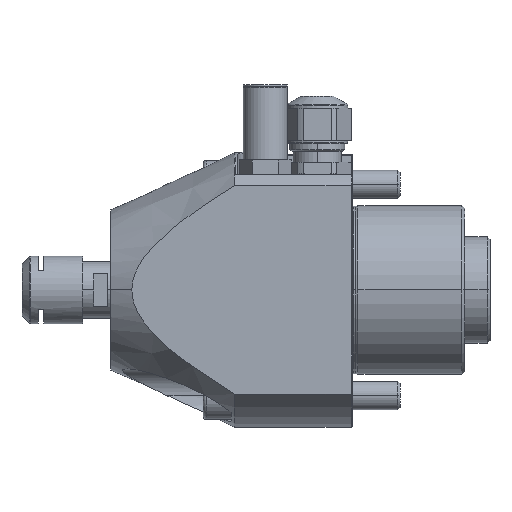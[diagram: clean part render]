
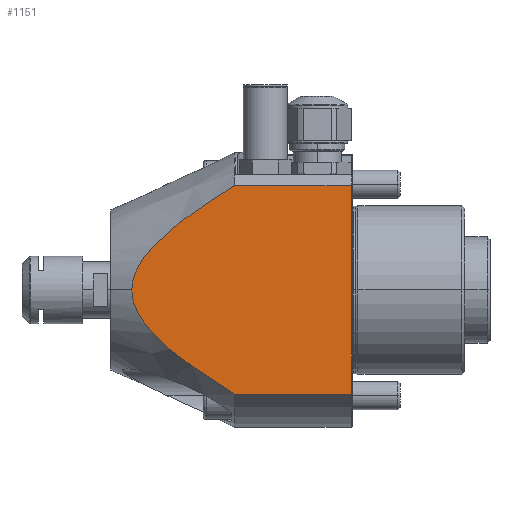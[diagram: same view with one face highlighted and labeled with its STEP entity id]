
A CAD part, top view. The second image highlights one B-rep face of the part: STEP entity #1151.
In plain terms, the highlighted planar face has unit normal (0, 0, 1).
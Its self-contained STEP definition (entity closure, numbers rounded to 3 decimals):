
#615 = VERTEX_POINT ( 'NONE', #3914 ) ;
#619 = EDGE_CURVE ( 'NONE', #615, #692, #4282, .T. ) ;
#692 = VERTEX_POINT ( 'NONE', #4247 ) ;
#945 = EDGE_CURVE ( 'NONE', #692, #1149, #4720, .T. ) ;
#1065 = EDGE_CURVE ( 'NONE', #1135, #1149, #4980, .T. ) ;
#1135 = VERTEX_POINT ( 'NONE', #4940 ) ;
#1149 = VERTEX_POINT ( 'NONE', #5195 ) ;
#1151 = ADVANCED_FACE ( 'NONE', ( #5296 ), #5201, .T. ) ;
#1152 = ORIENTED_EDGE ( 'NONE', *, *, #1204, .T. ) ;
#1153 = ORIENTED_EDGE ( 'NONE', *, *, #1065, .F. ) ;
#1181 = EDGE_CURVE ( 'NONE', #1135, #1196, #5292, .T. ) ;
#1188 = ORIENTED_EDGE ( 'NONE', *, *, #945, .T. ) ;
#1196 = VERTEX_POINT ( 'NONE', #5241 ) ;
#1204 = EDGE_CURVE ( 'NONE', #1196, #615, #5301, .T. ) ;
#1217 = EDGE_LOOP ( 'NONE', ( #1153, #1219, #1152, #1220, #1188 ) ) ;
#1219 = ORIENTED_EDGE ( 'NONE', *, *, #1181, .T. ) ;
#1220 = ORIENTED_EDGE ( 'NONE', *, *, #619, .T. ) ;
#3914 = CARTESIAN_POINT ( 'NONE',  ( -41., 18.554, 16. ) ) ;
#4247 = CARTESIAN_POINT ( 'NONE',  ( -59.228, 0., 16. ) ) ;
#4282 = B_SPLINE_CURVE_WITH_KNOTS ( 'NONE', 3,
 ( #4315, #4314, #4313, #4312, #4311, #4310, #4359, #4358, #4357, #4356, #4355, #4354, #4353, #4352, #4351, #4350, #4349, #4348, #4347, #4346, #4345, #4344, #4343, #4342, #4341, #4340 ),
 .UNSPECIFIED., .F., .F.,
 ( 4, 2, 2, 2, 2, 2, 2, 2, 2, 2, 2, 2, 4 ),
 ( 0.051, 0.057, 0.061, 0.064, 0.067, 0.069, 0.071, 0.072, 0.074, 0.075, 0.076, 0.077, 0.077 ),
 .UNSPECIFIED. ) ;
#4310 = CARTESIAN_POINT ( 'NONE',  ( -50.27, 12.304, 16. ) ) ;
#4311 = CARTESIAN_POINT ( 'NONE',  ( -48.474, 13.634, 16. ) ) ;
#4312 = CARTESIAN_POINT ( 'NONE',  ( -47.559, 14.281, 16. ) ) ;
#4313 = CARTESIAN_POINT ( 'NONE',  ( -44.784, 16.179, 16. ) ) ;
#4314 = CARTESIAN_POINT ( 'NONE',  ( -42.901, 17.383, 16. ) ) ;
#4315 = CARTESIAN_POINT ( 'NONE',  ( -41., 18.554, 16. ) ) ;
#4340 = CARTESIAN_POINT ( 'NONE',  ( -59.228, 0., 16. ) ) ;
#4341 = CARTESIAN_POINT ( 'NONE',  ( -59.228, 0.283, 16. ) ) ;
#4342 = CARTESIAN_POINT ( 'NONE',  ( -59.212, 0.569, 16. ) ) ;
#4343 = CARTESIAN_POINT ( 'NONE',  ( -59.148, 1.132, 16. ) ) ;
#4344 = CARTESIAN_POINT ( 'NONE',  ( -59.1, 1.41, 16. ) ) ;
#4345 = CARTESIAN_POINT ( 'NONE',  ( -58.977, 1.959, 16. ) ) ;
#4346 = CARTESIAN_POINT ( 'NONE',  ( -58.901, 2.231, 16. ) ) ;
#4347 = CARTESIAN_POINT ( 'NONE',  ( -58.723, 2.768, 16. ) ) ;
#4348 = CARTESIAN_POINT ( 'NONE',  ( -58.621, 3.034, 16. ) ) ;
#4349 = CARTESIAN_POINT ( 'NONE',  ( -58.283, 3.815, 16. ) ) ;
#4350 = CARTESIAN_POINT ( 'NONE',  ( -58.018, 4.311, 16. ) ) ;
#4351 = CARTESIAN_POINT ( 'NONE',  ( -57.43, 5.268, 16. ) ) ;
#4352 = CARTESIAN_POINT ( 'NONE',  ( -57.106, 5.728, 16. ) ) ;
#4353 = CARTESIAN_POINT ( 'NONE',  ( -56.416, 6.623, 16. ) ) ;
#4354 = CARTESIAN_POINT ( 'NONE',  ( -56.049, 7.055, 16. ) ) ;
#4355 = CARTESIAN_POINT ( 'NONE',  ( -55.294, 7.887, 16. ) ) ;
#4356 = CARTESIAN_POINT ( 'NONE',  ( -54.904, 8.289, 16. ) ) ;
#4357 = CARTESIAN_POINT ( 'NONE',  ( -53.706, 9.461, 16. ) ) ;
#4358 = CARTESIAN_POINT ( 'NONE',  ( -52.87, 10.198, 16. ) ) ;
#4359 = CARTESIAN_POINT ( 'NONE',  ( -51.152, 11.62, 16. ) ) ;
#4701 = CARTESIAN_POINT ( 'NONE',  ( -55.329, -7.871, 16. ) ) ;
#4702 = CARTESIAN_POINT ( 'NONE',  ( -56.088, -7.049, 16. ) ) ;
#4703 = CARTESIAN_POINT ( 'NONE',  ( -57.118, -5.713, 16. ) ) ;
#4704 = CARTESIAN_POINT ( 'NONE',  ( -57.444, -5.247, 16. ) ) ;
#4705 = CARTESIAN_POINT ( 'NONE',  ( -58.032, -4.286, 16. ) ) ;
#4706 = CARTESIAN_POINT ( 'NONE',  ( -58.296, -3.789, 16. ) ) ;
#4707 = CARTESIAN_POINT ( 'NONE',  ( -58.63, -3.012, 16. ) ) ;
#4708 = CARTESIAN_POINT ( 'NONE',  ( -58.731, -2.746, 16. ) ) ;
#4709 = CARTESIAN_POINT ( 'NONE',  ( -58.908, -2.208, 16. ) ) ;
#4710 = CARTESIAN_POINT ( 'NONE',  ( -58.983, -1.937, 16. ) ) ;
#4711 = CARTESIAN_POINT ( 'NONE',  ( -59.164, -1.119, 16. ) ) ;
#4712 = CARTESIAN_POINT ( 'NONE',  ( -59.228, -0.564, 16. ) ) ;
#4713 = CARTESIAN_POINT ( 'NONE',  ( -59.228, 0., 16. ) ) ;
#4720 = B_SPLINE_CURVE_WITH_KNOTS ( 'NONE', 3,
 ( #4713, #4712, #4711, #4710, #4709, #4708, #4707, #4706, #4705, #4704, #4703, #4702, #4701, #4842, #4841, #4840, #4839, #4838, #4837, #4836, #4835, #4834 ),
 .UNSPECIFIED., .F., .F.,
 ( 4, 2, 2, 2, 2, 2, 2, 2, 2, 2, 4 ),
 ( 0.077, 0.079, 0.08, 0.081, 0.082, 0.084, 0.088, 0.091, 0.094, 0.098, 0.104 ),
 .UNSPECIFIED. ) ;
#4834 = CARTESIAN_POINT ( 'NONE',  ( -41., -18.554, 16. ) ) ;
#4835 = CARTESIAN_POINT ( 'NONE',  ( -42.905, -17.381, 16. ) ) ;
#4836 = CARTESIAN_POINT ( 'NONE',  ( -44.789, -16.176, 16. ) ) ;
#4837 = CARTESIAN_POINT ( 'NONE',  ( -47.558, -14.282, 16. ) ) ;
#4838 = CARTESIAN_POINT ( 'NONE',  ( -48.471, -13.636, 16. ) ) ;
#4839 = CARTESIAN_POINT ( 'NONE',  ( -50.27, -12.304, 16. ) ) ;
#4840 = CARTESIAN_POINT ( 'NONE',  ( -51.156, -11.618, 16. ) ) ;
#4841 = CARTESIAN_POINT ( 'NONE',  ( -52.888, -10.184, 16. ) ) ;
#4842 = CARTESIAN_POINT ( 'NONE',  ( -53.731, -9.438, 16. ) ) ;
#4940 = CARTESIAN_POINT ( 'NONE',  ( -20.2, -18.554, 16. ) ) ;
#4977 = DIRECTION ( 'NONE',  ( -1., 0., 0. ) ) ;
#4978 = VECTOR ( 'NONE', #4977, 1000. ) ;
#4979 = CARTESIAN_POINT ( 'NONE',  ( 0., -18.554, 16. ) ) ;
#4980 = LINE ( 'NONE', #4979, #4978 ) ;
#5195 = CARTESIAN_POINT ( 'NONE',  ( -41., -18.554, 16. ) ) ;
#5197 = DIRECTION ( 'NONE',  ( 0., -1., 0. ) ) ;
#5198 = DIRECTION ( 'NONE',  ( 0., 0., 1. ) ) ;
#5199 = CARTESIAN_POINT ( 'NONE',  ( 0., 18.554, 16. ) ) ;
#5200 = AXIS2_PLACEMENT_3D ( 'NONE', #5199, #5198, #5197 ) ;
#5201 = PLANE ( 'NONE',  #5200 ) ;
#5241 = CARTESIAN_POINT ( 'NONE',  ( -20.2, 18.554, 16. ) ) ;
#5248 = DIRECTION ( 'NONE',  ( 0., 1., 0. ) ) ;
#5249 = VECTOR ( 'NONE', #5248, 1000. ) ;
#5291 = CARTESIAN_POINT ( 'NONE',  ( -20.2, 18.554, 16. ) ) ;
#5292 = LINE ( 'NONE', #5291, #5249 ) ;
#5296 = FACE_OUTER_BOUND ( 'NONE', #1217, .T. ) ;
#5298 = DIRECTION ( 'NONE',  ( -1., 0., 0. ) ) ;
#5299 = VECTOR ( 'NONE', #5298, 1000. ) ;
#5300 = CARTESIAN_POINT ( 'NONE',  ( 0., 18.554, 16. ) ) ;
#5301 = LINE ( 'NONE', #5300, #5299 ) ;
